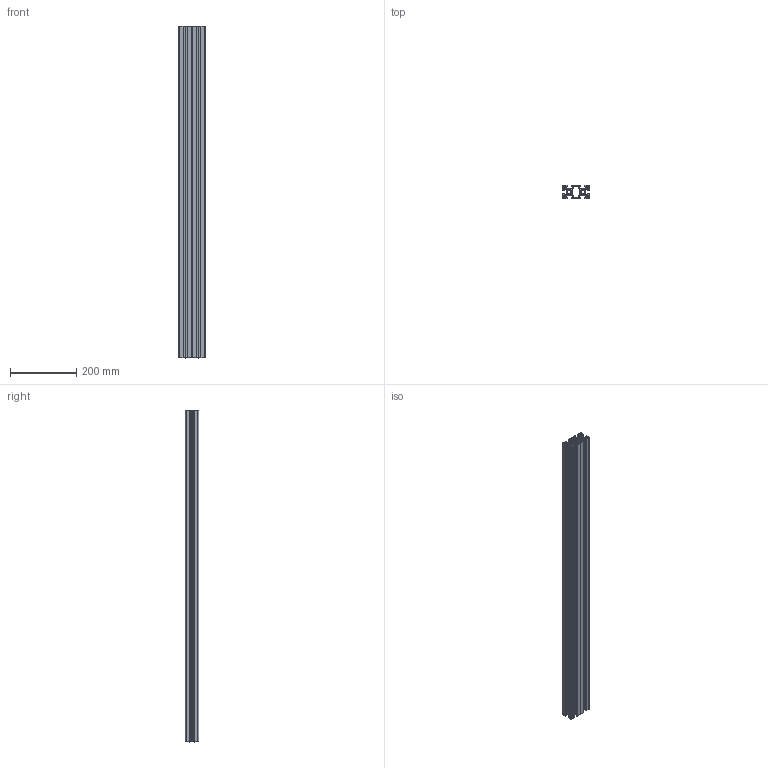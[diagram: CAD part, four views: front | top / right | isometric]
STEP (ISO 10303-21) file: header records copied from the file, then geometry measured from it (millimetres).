
FILE_DESCRIPTION (( 'STEP AP214' ), '1' );
FILE_NAME ('Ñáîðêà3.STEP', '2024-07-09T10:07:51', ( '' ), ( '' ), 'SwSTEP 2.0', 'SolidWorks 2022', '' );
FILE_SCHEMA (( 'AUTOMOTIVE_DESIGN' ));
Length unit declared in the file: millimetre
Products named in the file (2): Сборка3; 448B Профиль конструкционный 40х80 (Ан. черный)_00
Assembly tree (1 placements, depth 2):
  Сборка3
    448B Профиль конструкционный 40х80 (Ан. черный)_00
Bounding box: 80 x 40 x 1000 mm (x, y, z)
Volume: 974253.5 mm3; surface area: 846147.8 mm2
Topology: 1 solids, 1 shells, 542 faces, 1620 edges, 1080 vertices
Faces by surface type: plane 288, cylinder 254
Entity records: 18446 total; most frequent: CARTESIAN_POINT 3246, ORIENTED_EDGE 3240, DIRECTION 3220, EDGE_CURVE 1620, LINE 1112, VECTOR 1112, VERTEX_POINT 1080, AXIS2_PLACEMENT_3D 1054
